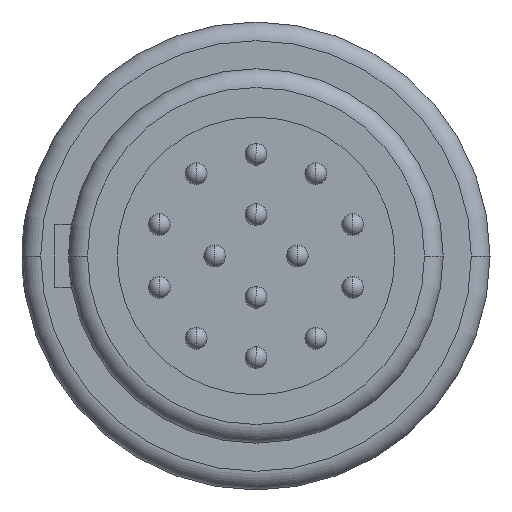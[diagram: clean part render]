
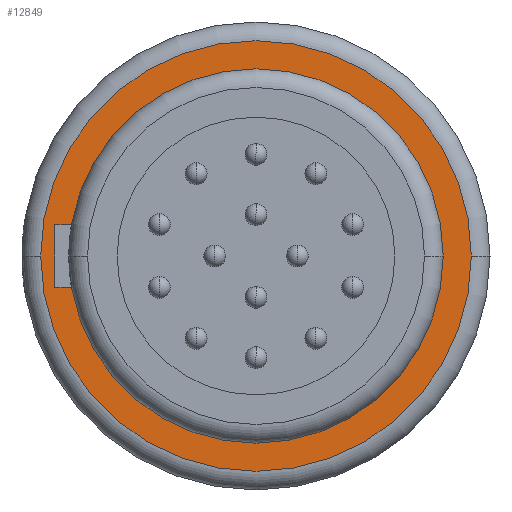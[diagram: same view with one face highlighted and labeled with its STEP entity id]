
A CAD part, left-side view. The second image highlights one B-rep face of the part: STEP entity #12849.
In plain terms, the highlighted planar face has unit normal (-1, 0, 0).
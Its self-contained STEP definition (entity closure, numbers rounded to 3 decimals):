
#4794=CARTESIAN_POINT('',(-3.3,0.,0.));
#4795=DIRECTION('',(-1.,0.,0.));
#4796=DIRECTION('',(0.,1.,0.));
#4797=AXIS2_PLACEMENT_3D('',#4794,#4795,#4796);
#4824=CARTESIAN_POINT('',(-3.3,0.,0.));
#4825=DIRECTION('',(1.,0.,0.));
#4826=DIRECTION('',(0.,1.,0.));
#4827=AXIS2_PLACEMENT_3D('',#4824,#4825,#4826);
#4934=CARTESIAN_POINT('',(-3.3,0.,0.));
#4935=DIRECTION('',(-1.,0.,0.));
#4936=DIRECTION('',(0.,-1.,0.));
#4937=AXIS2_PLACEMENT_3D('',#4934,#4935,#4936);
#4942=CARTESIAN_POINT('',(-3.3,0.,0.));
#4943=DIRECTION('',(-1.,0.,0.));
#4944=DIRECTION('',(0.,1.,0.));
#4945=AXIS2_PLACEMENT_3D('',#4942,#4943,#4944);
#6267=CARTESIAN_POINT('',(-3.3,6.,0.));
#6268=CARTESIAN_POINT('',(-3.3,-6.,0.));
#6269=VERTEX_POINT('',#6267);
#6270=VERTEX_POINT('',#6268);
#6309=CARTESIAN_POINT('',(-3.3,-6.9,0.));
#6310=CARTESIAN_POINT('',(-3.3,6.9,0.));
#6311=VERTEX_POINT('',#6309);
#6312=VERTEX_POINT('',#6310);
#12834=CARTESIAN_POINT('',(-3.3,0.,0.));
#12835=DIRECTION('',(1.,0.,0.));
#12836=DIRECTION('',(0.,-1.,0.));
#12837=AXIS2_PLACEMENT_3D('',#12834,#12835,#12836);
#12838=PLANE('',#12837);
#12840=ORIENTED_EDGE('',*,*,#12839,.F.);
#12842=ORIENTED_EDGE('',*,*,#12841,.F.);
#12843=EDGE_LOOP('',(#12840,#12842));
#12844=FACE_OUTER_BOUND('',#12843,.F.);
#12845=ORIENTED_EDGE('',*,*,#12716,.F.);
#12846=ORIENTED_EDGE('',*,*,#12680,.T.);
#12847=EDGE_LOOP('',(#12845,#12846));
#12848=FACE_BOUND('',#12847,.F.);
#4798=CIRCLE('',#4797,6.);
#4828=CIRCLE('',#4827,6.);
#4938=CIRCLE('',#4937,6.9);
#4946=CIRCLE('',#4945,6.9);
#12680=EDGE_CURVE('',#6269,#6270,#4798,.T.);
#12716=EDGE_CURVE('',#6269,#6270,#4828,.T.);
#12839=EDGE_CURVE('',#6311,#6312,#4938,.T.);
#12841=EDGE_CURVE('',#6312,#6311,#4946,.T.);
#12849=ADVANCED_FACE('',(#12844,#12848),#12838,.F.);
